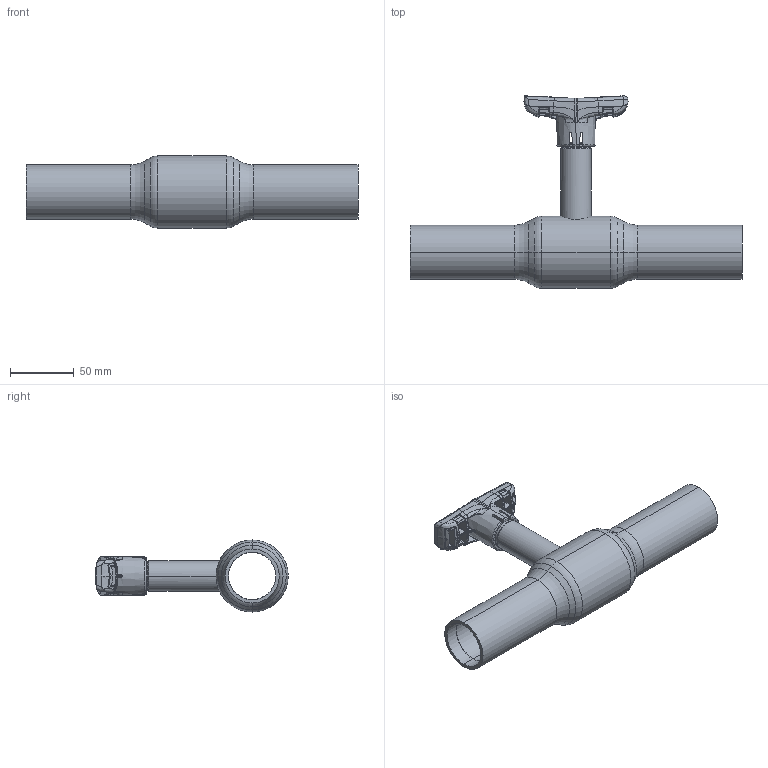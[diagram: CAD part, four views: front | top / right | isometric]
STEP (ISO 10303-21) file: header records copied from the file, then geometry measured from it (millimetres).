
FILE_DESCRIPTION (( 'STEP AP214' ), '1' );
FILE_NAME ('1032003001-2401.step', '2023-09-12T10:12:05', ( '' ), ( '' ), 'SwSTEP 2.0', 'SolidWorks 2021', '' );
FILE_SCHEMA (( 'AUTOMOTIVE_DESIGN' ));
Length unit declared in the file: millimetre
Products named in the file (1): 1032003001-2401
Bounding box: 260 x 150.78 x 56.5 mm (x, y, z)
Surface area: 75571.9 mm2 (no closed solid volume)
Topology: 0 solids, 6 shells, 564 faces, 1737 edges, 1105 vertices
Faces by surface type: bspline 450, plane 37, cylinder 34, torus 17, cone 16, sphere 10
Entity records: 51697 total; most frequent: CARTESIAN_POINT 34387, ORIENTED_EDGE 2923, EDGE_CURVE 1727, B_SPLINE_CURVE_WITH_KNOTS 1247, VERTEX_POINT 1102, DIRECTION 1048, EDGE_LOOP 568, UNCERTAINTY_MEASURE_WITH_UNIT 563
